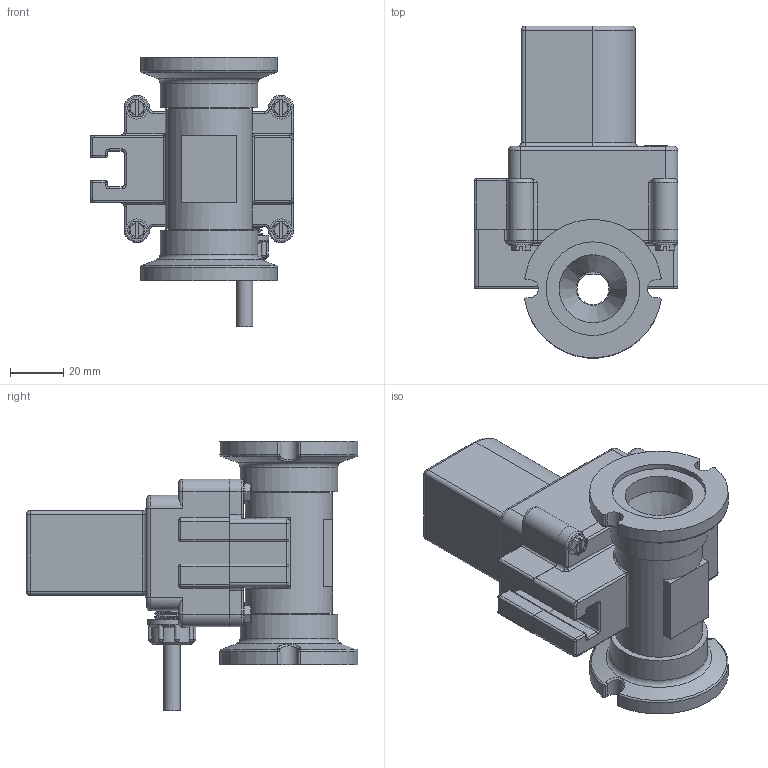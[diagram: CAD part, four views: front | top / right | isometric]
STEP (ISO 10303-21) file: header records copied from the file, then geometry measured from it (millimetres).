
FILE_DESCRIPTION((''),'2;1');
FILE_NAME('MLEV100.stp','2012-09-06T13:52:05',('areid'),(''),'Autodesk Inventor 2012','Autodesk Inventor 2012','');
FILE_SCHEMA(('AUTOMOTIVE_DESIGN { 1 0 10303 214 1 1 1 1 }'));
Length unit declared in the file: inch
Products named in the file (25): MLEV050100; VE15220; AS586A010; AS586A013; 12724; 12717; A035_LEV_Fit; MLEV050100X; LEV05254A; LV10278; LV05258; LEV05255; LEV3000; LEV03102; LEV05151; MVE002; MVE007; LEV10105; M22P0231YSGT1; LEV117; GP1A75EJ000F; LEV108; LEV108A; wire_3_LEV; LEV03104
Assembly tree (31 placements, depth 3):
  MLEV050100
    VE15220  x4
    AS586A010
    AS586A013
    12724
    12717
    A035_LEV_Fit
    MLEV050100X
      LEV05254A
      LV10278  x2
      LV05258  x2
      LEV05255
    LEV3000
      LEV03102
      LEV05151
      MVE002
      MVE007
      LEV10105  x2
      M22P0231YSGT1
      LEV117
      GP1A75EJ000F  x2
      LEV108
      LEV108A
      wire_3_LEV
      LEV03104
Bounding box: 76.2 x 124.24 x 101.12 mm (x, y, z)
Volume: 177975.3 mm3; surface area: 103055.8 mm2
Topology: 29 solids, 29 shells, 1847 faces, 4525 edges, 2774 vertices
Faces by surface type: plane 732, cylinder 549, torus 207, cone 169, bspline 116, sphere 74
Full cylindrical faces by diameter (mm): 1.016 x3, 1.168 x2, 1.575 x4, 1.778 x4, 2.286 x2, 2.794 x4, 3.2 x2, 3.505 x48, 3.962 x1, 4.064 x4, 4.318 x1, 6.096 x2, 6.172 x1, 6.35 x2, 6.477 x2, 7.188 x1, 7.62 x1, 7.874 x1, 7.925 x1, 8.331 x4, 8.839 x1, 9.525 x1, 9.906 x1, 10.77 x1, 11.1 x2, 11.176 x1, 11.354 x1, 12.675 x1, 12.7 x2, 13.741 x2
Entity records: 48905 total; most frequent: CARTESIAN_POINT 14043, DIRECTION 7260, ORIENTED_EDGE 6806, EDGE_CURVE 3403, AXIS2_PLACEMENT_3D 2737, VERTEX_POINT 2201, VECTOR 1786, LINE 1786
